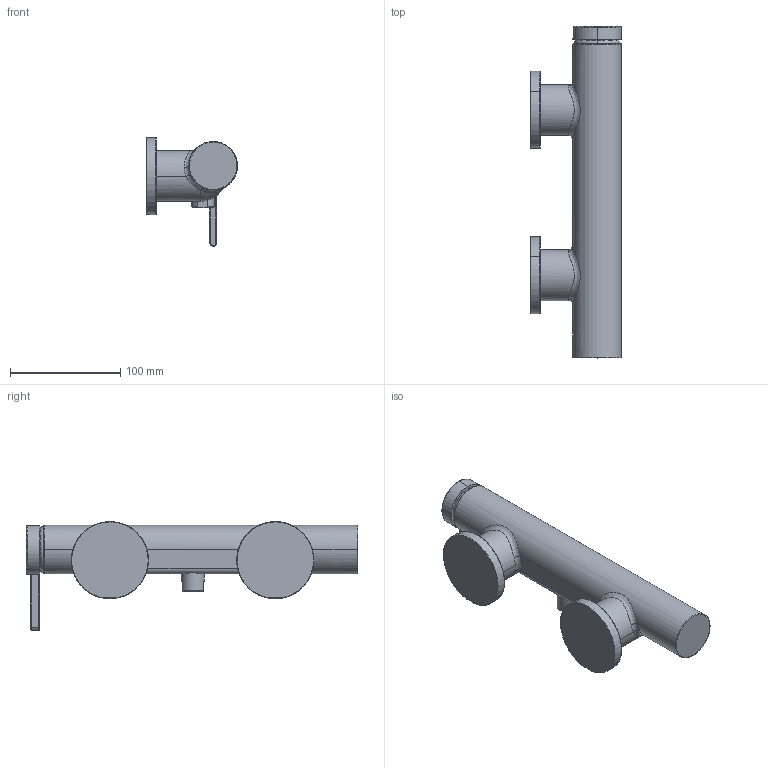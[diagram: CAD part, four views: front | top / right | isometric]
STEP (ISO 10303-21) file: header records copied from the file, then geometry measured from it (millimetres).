
FILE_DESCRIPTION(('CAx-IF Rec.Pracs.---Model Styling and Organization---1.2---2011-12-15','CAx-IF Rec.Pracs.---Geometric and Assembly Validation Properties---4.1---2014-06-16','CAx-IF Rec.Pracs.---PMI Polyline Presentation---2.0---2013-05-24'),'2;1');
FILE_NAME('1000146106_PPR_000.stp','2020-08-04T08:44:40+02:00',(''),(''),'STEP Interface 4.3 by CT CoreTechnologie','3D_Evolution4.3 by CT CoreTechnologie','');
FILE_SCHEMA(('AP203_CONFIGURATION_CONTROLLED_3D_DESIGN_OF_MECHANICAL_PARTS_AND_ASSEMBLIES_MIM_LF'));
Length unit declared in the file: millimetre
Products named in the file (7): P_2 HG ReFlex Brausenmischer AP 1000146106_PPR_000_A1; P_2 GK DAPM M35XS_ReFlex 1000146104_PPA_000_A0; P_2 Griff WAP M35XS ReFlex 1000145860_PPA_000_A0; P_2 Rosette_WAPM_ReFlex 1000145855_PPA_000_A0; Gewindestift DIN914-M6x10-A2 1000003990_PPA_000_A0; P_2 Rosette M35XS AP VVG 1000145859_PPA_000_A0; P_2 Schlauchanschluß DAP 1000085270_PPA_000_A0
Assembly tree (8 placements, depth 2):
  P_2 HG ReFlex Brausenmischer AP 1000146106_PPR_000_A1
    P_2 GK DAPM M35XS_ReFlex 1000146104_PPA_000_A0
    P_2 Griff WAP M35XS ReFlex 1000145860_PPA_000_A0
    P_2 Rosette_WAPM_ReFlex 1000145855_PPA_000_A0  x2
    Gewindestift DIN914-M6x10-A2 1000003990_PPA_000_A0  x2
    P_2 Rosette M35XS AP VVG 1000145859_PPA_000_A0
    P_2 Schlauchanschluß DAP 1000085270_PPA_000_A0
Bounding box: 82.5 x 301.15 x 98.74 mm (x, y, z)
Volume: 680095.9 mm3; surface area: 88046.1 mm2
Topology: 8 solids, 8 shells, 254 faces, 574 edges, 334 vertices
Faces by surface type: bspline 131, plane 63, cylinder 60
Entity records: 15945 total; most frequent: CARTESIAN_POINT 8661, ORIENTED_EDGE 940, DIRECTION 861, EDGE_CURVE 470, AXIS2_PLACEMENT_3D 359, VERTEX_POINT 278, CIRCLE 255, EDGE_LOOP 216
